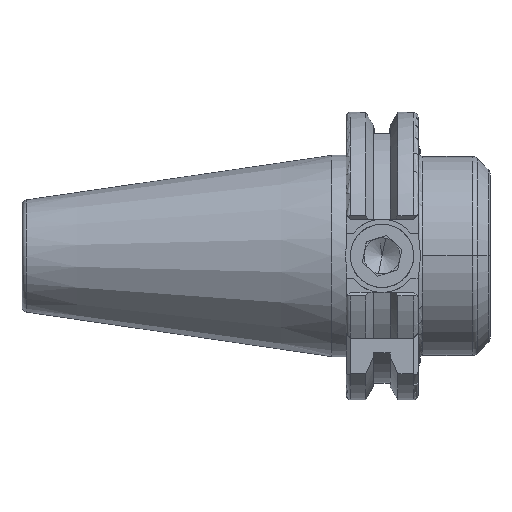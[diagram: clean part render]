
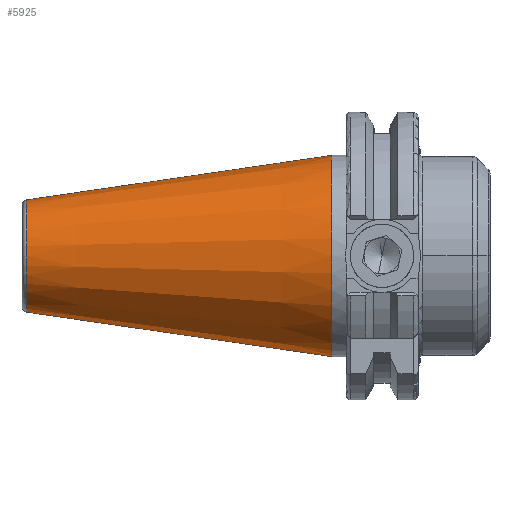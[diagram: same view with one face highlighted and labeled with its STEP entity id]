
A CAD part, top view. The second image highlights one B-rep face of the part: STEP entity #5925.
In plain terms, the highlighted conical face has half-angle 8.297 degrees and reference radius 22.225 mm.
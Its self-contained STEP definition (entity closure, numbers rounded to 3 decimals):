
#164 = DIRECTION ( 'NONE',  ( -1., 0., 0. ) ) ;
#208 = ORIENTED_EDGE ( 'NONE', *, *, #3415, .T. ) ;
#390 = AXIS2_PLACEMENT_3D ( 'NONE', #1922, #7643, #6356 ) ;
#705 = CARTESIAN_POINT ( 'NONE',  ( -70.573, 12.4, 0. ) ) ;
#880 = DIRECTION ( 'NONE',  ( 0.99, -0.144, 0. ) ) ;
#918 = CARTESIAN_POINT ( 'NONE',  ( -3.2, 0., 0. ) ) ;
#1114 = LINE ( 'NONE', #7847, #4297 ) ;
#1357 = CARTESIAN_POINT ( 'NONE',  ( -70.573, -12.4, 0. ) ) ;
#1529 = VERTEX_POINT ( 'NONE', #5956 ) ;
#1561 = DIRECTION ( 'NONE',  ( 0., -1., 0. ) ) ;
#1585 = CONICAL_SURFACE ( 'NONE', #390, 22.225, 0.145 ) ;
#1689 = VERTEX_POINT ( 'NONE', #1357 ) ;
#1922 = CARTESIAN_POINT ( 'NONE',  ( -3.2, 0., 0. ) ) ;
#1978 = AXIS2_PLACEMENT_3D ( 'NONE', #3892, #164, #4519 ) ;
#2672 = EDGE_LOOP ( 'NONE', ( #5140, #4761, #208, #7661 ) ) ;
#3415 = EDGE_CURVE ( 'NONE', #4236, #1529, #4752, .T. ) ;
#3892 = CARTESIAN_POINT ( 'NONE',  ( -70.573, 0., 0. ) ) ;
#4236 = VERTEX_POINT ( 'NONE', #6573 ) ;
#4297 = VECTOR ( 'NONE', #880, 1000. ) ;
#4511 = EDGE_CURVE ( 'NONE', #1689, #6570, #7353, .T. ) ;
#4519 = DIRECTION ( 'NONE',  ( 0., -1., 0. ) ) ;
#4667 = EDGE_CURVE ( 'NONE', #1689, #4236, #1114, .T. ) ;
#4752 = CIRCLE ( 'NONE', #5141, 22.225 ) ;
#4761 = ORIENTED_EDGE ( 'NONE', *, *, #4667, .T. ) ;
#4924 = EDGE_CURVE ( 'NONE', #6570, #1529, #6260, .T. ) ;
#4944 = CARTESIAN_POINT ( 'NONE',  ( -3.2, 22.225, 0. ) ) ;
#5140 = ORIENTED_EDGE ( 'NONE', *, *, #4511, .F. ) ;
#5141 = AXIS2_PLACEMENT_3D ( 'NONE', #918, #5334, #1561 ) ;
#5150 = FACE_OUTER_BOUND ( 'NONE', #2672, .T. ) ;
#5334 = DIRECTION ( 'NONE',  ( -1., 0., 0. ) ) ;
#5925 = ADVANCED_FACE ( 'NONE', ( #5150 ), #1585, .T. ) ;
#5956 = CARTESIAN_POINT ( 'NONE',  ( -3.2, 22.225, 0. ) ) ;
#6043 = VECTOR ( 'NONE', #6222, 1000. ) ;
#6222 = DIRECTION ( 'NONE',  ( 0.99, 0.144, 0. ) ) ;
#6260 = LINE ( 'NONE', #4944, #6043 ) ;
#6356 = DIRECTION ( 'NONE',  ( 0., 1., 0. ) ) ;
#6570 = VERTEX_POINT ( 'NONE', #705 ) ;
#6573 = CARTESIAN_POINT ( 'NONE',  ( -3.2, -22.225, 0. ) ) ;
#7353 = CIRCLE ( 'NONE', #1978, 12.4 ) ;
#7643 = DIRECTION ( 'NONE',  ( 1., 0., 0. ) ) ;
#7661 = ORIENTED_EDGE ( 'NONE', *, *, #4924, .F. ) ;
#7847 = CARTESIAN_POINT ( 'NONE',  ( -3.2, -22.225, 0. ) ) ;
